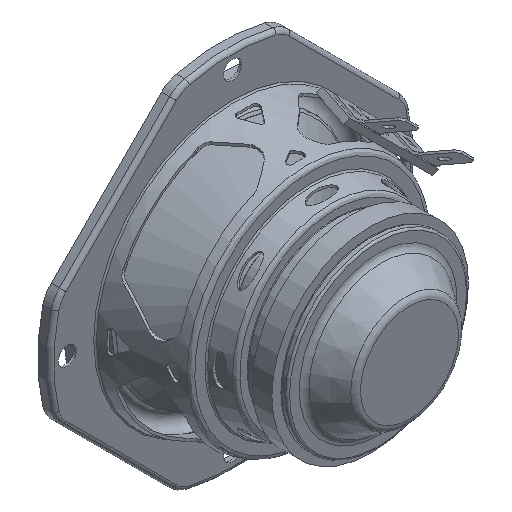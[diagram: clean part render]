
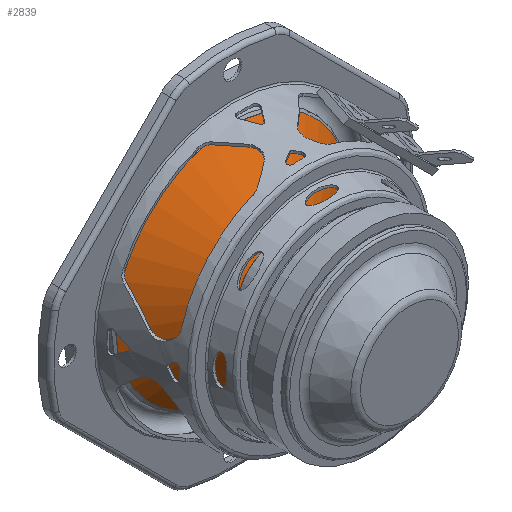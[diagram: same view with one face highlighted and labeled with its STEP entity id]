
A CAD part, isometric view. The second image highlights one B-rep face of the part: STEP entity #2839.
In plain terms, the highlighted toroidal (fillet/blend) face has major radius 125.869 mm and minor radius 199.75 mm.
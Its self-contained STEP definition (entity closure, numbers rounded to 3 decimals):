
#759 = CIRCLE ( 'NONE', #8899, 29.62 ) ;
#1428 = TOROIDAL_SURFACE ( 'NONE', #5206, 125.869, 199.75 ) ;
#1895 = ORIENTED_EDGE ( 'NONE', *, *, #11110, .T. ) ;
#2538 = DIRECTION ( 'NONE',  ( 0., -1., 0. ) ) ;
#2839 = ADVANCED_FACE ( 'NONE', ( #6874, #4995 ), #1428, .F. ) ;
#2995 = EDGE_LOOP ( 'NONE', ( #1895 ) ) ;
#3190 = DIRECTION ( 'NONE',  ( 0., -1., 0. ) ) ;
#3485 = CIRCLE ( 'NONE', #9461, 10.744 ) ;
#3741 = EDGE_LOOP ( 'NONE', ( #5359 ) ) ;
#4257 = CARTESIAN_POINT ( 'NONE',  ( 0., 12.265, 0. ) ) ;
#4381 = DIRECTION ( 'NONE',  ( 0.027, 0., -1. ) ) ;
#4995 = FACE_OUTER_BOUND ( 'NONE', #3741, .T. ) ;
#5206 = AXIS2_PLACEMENT_3D ( 'NONE', #7815, #8802, #8858 ) ;
#5359 = ORIENTED_EDGE ( 'NONE', *, *, #9544, .F. ) ;
#6874 = FACE_OUTER_BOUND ( 'NONE', #2995, .T. ) ;
#6879 = VERTEX_POINT ( 'NONE', #8684 ) ;
#7815 = CARTESIAN_POINT ( 'NONE',  ( 0., -150.972, 0. ) ) ;
#8684 = CARTESIAN_POINT ( 'NONE',  ( 0.791, 24.06, -29.61 ) ) ;
#8745 = CARTESIAN_POINT ( 'NONE',  ( 0., 24.06, 0. ) ) ;
#8802 = DIRECTION ( 'NONE',  ( 0., -1., 0. ) ) ;
#8806 = VERTEX_POINT ( 'NONE', #11658 ) ;
#8858 = DIRECTION ( 'NONE',  ( 0.027, 0., -1. ) ) ;
#8899 = AXIS2_PLACEMENT_3D ( 'NONE', #8745, #3190, #10789 ) ;
#9461 = AXIS2_PLACEMENT_3D ( 'NONE', #4257, #2538, #4381 ) ;
#9544 = EDGE_CURVE ( 'NONE', #8806, #8806, #3485, .T. ) ;
#10789 = DIRECTION ( 'NONE',  ( 0.027, 0., -1. ) ) ;
#11110 = EDGE_CURVE ( 'NONE', #6879, #6879, #759, .T. ) ;
#11658 = CARTESIAN_POINT ( 'NONE',  ( 0.287, 12.265, -10.74 ) ) ;
